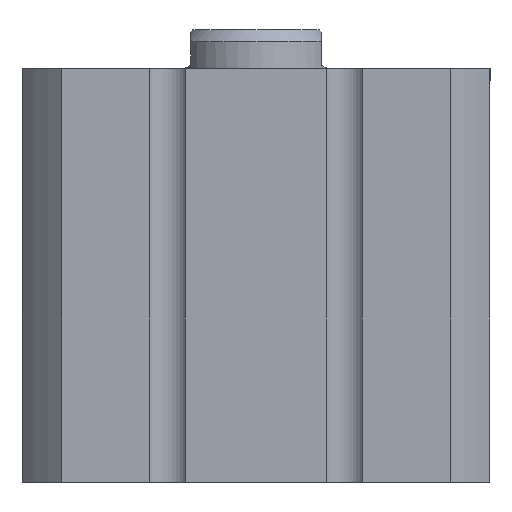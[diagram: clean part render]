
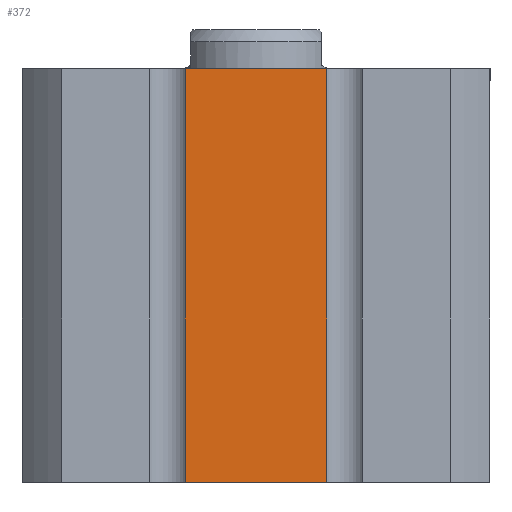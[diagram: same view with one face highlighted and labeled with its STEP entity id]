
A CAD part, front view. The second image highlights one B-rep face of the part: STEP entity #372.
In plain terms, the highlighted planar face has unit normal (0, -1, 0).
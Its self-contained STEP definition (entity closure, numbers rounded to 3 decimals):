
#162 = EDGE_CURVE ( 'NONE', #2596, #4003, #2805, .T. ) ;
#339 = LINE ( 'NONE', #1580, #3692 ) ;
#372 = ADVANCED_FACE ( 'NONE', ( #2436 ), #3964, .F. ) ;
#954 = EDGE_CURVE ( 'NONE', #3694, #2470, #2425, .T. ) ;
#1004 = ORIENTED_EDGE ( 'NONE', *, *, #162, .T. ) ;
#1025 = ORIENTED_EDGE ( 'NONE', *, *, #4168, .F. ) ;
#1047 = CARTESIAN_POINT ( 'NONE',  ( -6., -19.845, 17.526 ) ) ;
#1312 = DIRECTION ( 'NONE',  ( 1., 0., 0. ) ) ;
#1443 = CARTESIAN_POINT ( 'NONE',  ( -6., -19.845, -17.526 ) ) ;
#1580 = CARTESIAN_POINT ( 'NONE',  ( -19.845, -19.845, -17.526 ) ) ;
#1772 = VECTOR ( 'NONE', #2060, 1000. ) ;
#1900 = DIRECTION ( 'NONE',  ( -1., 0., 0. ) ) ;
#1971 = ORIENTED_EDGE ( 'NONE', *, *, #954, .F. ) ;
#2060 = DIRECTION ( 'NONE',  ( 0., 0., 1. ) ) ;
#2071 = CARTESIAN_POINT ( 'NONE',  ( -19.845, -19.845, 73.656 ) ) ;
#2264 = EDGE_CURVE ( 'NONE', #2596, #3694, #339, .T. ) ;
#2413 = LINE ( 'NONE', #4638, #4876 ) ;
#2425 = LINE ( 'NONE', #2819, #1772 ) ;
#2436 = FACE_OUTER_BOUND ( 'NONE', #3143, .T. ) ;
#2438 = DIRECTION ( 'NONE',  ( 0., 0., 1. ) ) ;
#2458 = DIRECTION ( 'NONE',  ( 0., 1., 0. ) ) ;
#2470 = VERTEX_POINT ( 'NONE', #1047 ) ;
#2596 = VERTEX_POINT ( 'NONE', #3765 ) ;
#2805 = LINE ( 'NONE', #4325, #3877 ) ;
#2819 = CARTESIAN_POINT ( 'NONE',  ( -6., -19.845, -17.526 ) ) ;
#3143 = EDGE_LOOP ( 'NONE', ( #4516, #1004, #1025, #1971 ) ) ;
#3233 = DIRECTION ( 'NONE',  ( 0., 0., 1. ) ) ;
#3419 = AXIS2_PLACEMENT_3D ( 'NONE', #2071, #2458, #3233 ) ;
#3615 = CARTESIAN_POINT ( 'NONE',  ( 6., -19.845, 17.526 ) ) ;
#3692 = VECTOR ( 'NONE', #1900, 1000. ) ;
#3694 = VERTEX_POINT ( 'NONE', #1443 ) ;
#3765 = CARTESIAN_POINT ( 'NONE',  ( 6., -19.845, -17.526 ) ) ;
#3877 = VECTOR ( 'NONE', #2438, 1000. ) ;
#3964 = PLANE ( 'NONE',  #3419 ) ;
#4003 = VERTEX_POINT ( 'NONE', #3615 ) ;
#4168 = EDGE_CURVE ( 'NONE', #2470, #4003, #2413, .T. ) ;
#4325 = CARTESIAN_POINT ( 'NONE',  ( 6., -19.845, -17.526 ) ) ;
#4516 = ORIENTED_EDGE ( 'NONE', *, *, #2264, .F. ) ;
#4638 = CARTESIAN_POINT ( 'NONE',  ( -19.845, -19.845, 17.526 ) ) ;
#4876 = VECTOR ( 'NONE', #1312, 1000. ) ;
